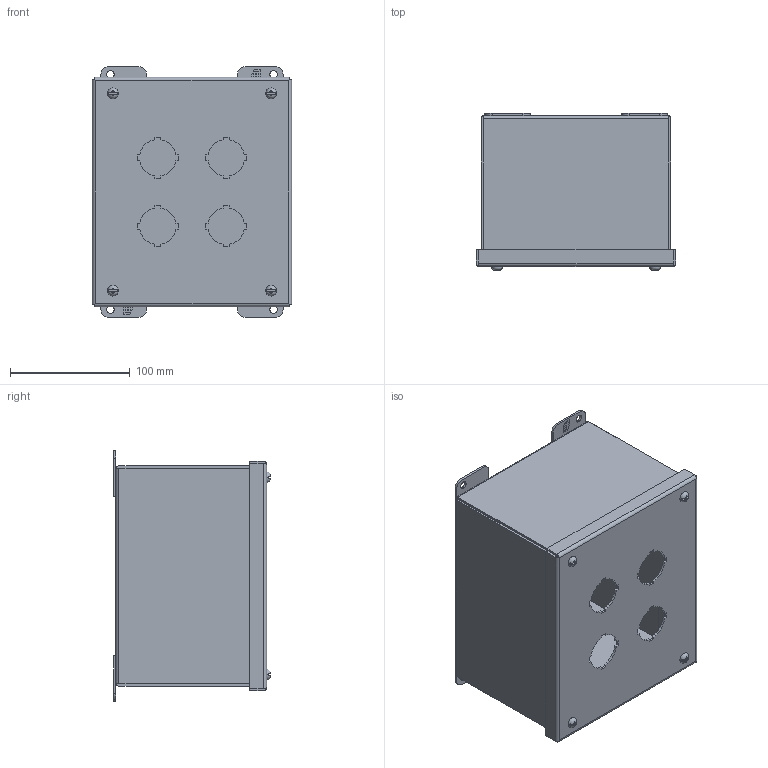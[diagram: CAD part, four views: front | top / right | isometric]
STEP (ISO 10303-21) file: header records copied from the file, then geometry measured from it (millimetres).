
FILE_DESCRIPTION (( 'STEP AP203' ), '1' );
FILE_NAME ('1437F_Default.step', '2019-11-08T18:28:48', ( '' ), ( '' ), 'SwSTEP 2.0', 'SolidWorks 2019', '' );
FILE_SCHEMA (( 'CONFIG_CONTROL_DESIGN' ));
Length unit declared in the file: inch
Products named in the file (1): 1437F_Default
Bounding box: 166.67 x 131.36 x 209.55 mm (x, y, z)
Volume: 332641.5 mm3; surface area: 350226.8 mm2
Topology: 23 solids, 23 shells, 779 faces, 2016 edges, 1311 vertices
Faces by surface type: plane 547, cylinder 176, cone 24, bspline 24, torus 8
Entity records: 24673 total; most frequent: CARTESIAN_POINT 5537, ORIENTED_EDGE 4028, DIRECTION 3804, EDGE_CURVE 2014, VECTOR 1448, LINE 1448, VERTEX_POINT 1311, AXIS2_PLACEMENT_3D 1178
